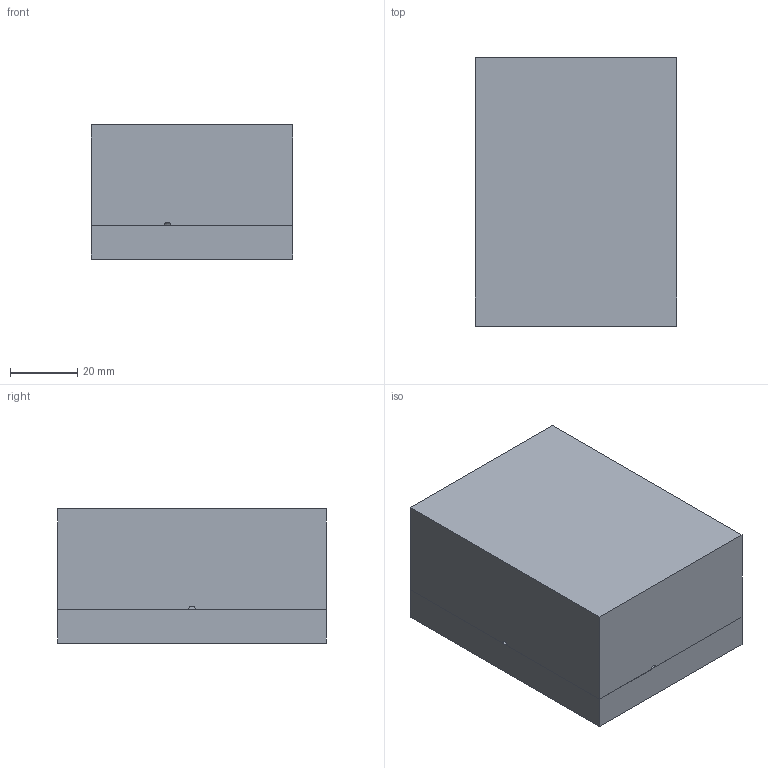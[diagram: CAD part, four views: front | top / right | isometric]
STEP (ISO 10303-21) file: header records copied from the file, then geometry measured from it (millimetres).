
FILE_DESCRIPTION(/* description */ (''),/* implementation_level */ '2;1');
FILE_NAME(/* name */ '2.1 klem mal assembly.stp',/* time_stamp */ '2018-06-08T09:33:05+02:00',/* author */ (''),/* organization */ (''),/* preprocessor_version */ 'ST-DEVELOPER v16',/* originating_system */ 'SIEMENS PLM Software NX 11.0',/* authorisation */ '');
FILE_SCHEMA (('AUTOMOTIVE_DESIGN { 1 0 10303 214 3 1 1 1 }'));
Length unit declared in the file: millimetre
Products named in the file (4): 2.1.2 klem mal helft 2; 2.1.1 klem mal helft 1; 2 klem; 2.1 klem mal assembly
Assembly tree (3 placements, depth 2):
  2.1 klem mal assembly
    2 klem
    2.1.1 klem mal helft 1
    2.1.2 klem mal helft 2
Bounding box: 60 x 80 x 40 mm (x, y, z)
Volume: 191783.9 mm3; surface area: 37503.7 mm2
Topology: 3 solids, 3 shells, 96 faces, 236 edges, 151 vertices
Faces by surface type: plane 51, bspline 18, cylinder 13, cone 8, torus 6
Entity records: 3489 total; most frequent: CARTESIAN_POINT 1285, ORIENTED_EDGE 452, DIRECTION 413, EDGE_CURVE 226, AXIS2_PLACEMENT_3D 156, VERTEX_POINT 146, EDGE_LOOP 108, LINE 101
